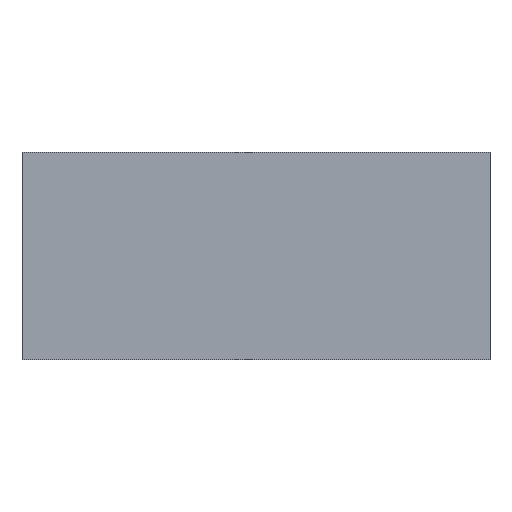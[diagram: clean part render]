
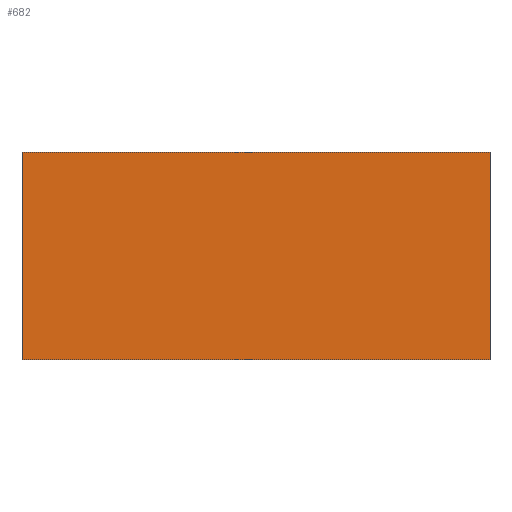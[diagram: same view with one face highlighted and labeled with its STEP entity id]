
A CAD part, top view. The second image highlights one B-rep face of the part: STEP entity #682.
In plain terms, the highlighted planar face has unit normal (0, 0, 1).
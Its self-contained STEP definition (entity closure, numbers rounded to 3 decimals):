
#55=PLANE('',#762);
#97=FACE_OUTER_BOUND('',#151,.T.);
#151=EDGE_LOOP('',(#600,#601,#602,#603));
#205=LINE('',#1127,#265);
#208=LINE('',#1132,#268);
#210=LINE('',#1136,#270);
#211=LINE('',#1138,#271);
#265=VECTOR('',#942,10.);
#268=VECTOR('',#947,10.);
#270=VECTOR('',#951,10.);
#271=VECTOR('',#954,10.);
#348=VERTEX_POINT('',#1124);
#349=VERTEX_POINT('',#1126);
#350=VERTEX_POINT('',#1130);
#351=VERTEX_POINT('',#1134);
#429=EDGE_CURVE('',#349,#348,#205,.T.);
#432=EDGE_CURVE('',#348,#350,#208,.T.);
#434=EDGE_CURVE('',#350,#351,#210,.T.);
#435=EDGE_CURVE('',#351,#349,#211,.T.);
#600=ORIENTED_EDGE('',*,*,#435,.T.);
#601=ORIENTED_EDGE('',*,*,#429,.T.);
#602=ORIENTED_EDGE('',*,*,#432,.T.);
#603=ORIENTED_EDGE('',*,*,#434,.T.);
#682=ADVANCED_FACE('',(#97),#55,.T.);
#762=AXIS2_PLACEMENT_3D('',#1139,#955,#956);
#942=DIRECTION('',(0.,-1.,0.));
#947=DIRECTION('',(1.,0.,0.));
#951=DIRECTION('',(0.,1.,0.));
#954=DIRECTION('',(-1.,0.,0.));
#955=DIRECTION('center_axis',(0.,0.,1.));
#956=DIRECTION('ref_axis',(1.,0.,0.));
#1124=CARTESIAN_POINT('',(-11.265,-5.,6.1));
#1126=CARTESIAN_POINT('',(-11.265,5.,6.1));
#1127=CARTESIAN_POINT('',(-11.265,-5.,6.1));
#1130=CARTESIAN_POINT('',(11.265,-5.,6.1));
#1132=CARTESIAN_POINT('',(11.265,-5.,6.1));
#1134=CARTESIAN_POINT('',(11.265,5.,6.1));
#1136=CARTESIAN_POINT('',(11.265,5.,6.1));
#1138=CARTESIAN_POINT('',(-11.265,5.,6.1));
#1139=CARTESIAN_POINT('Origin',(0.,0.,
6.1));
